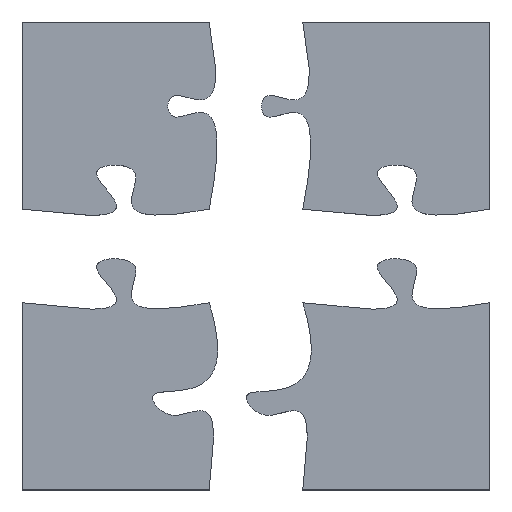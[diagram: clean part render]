
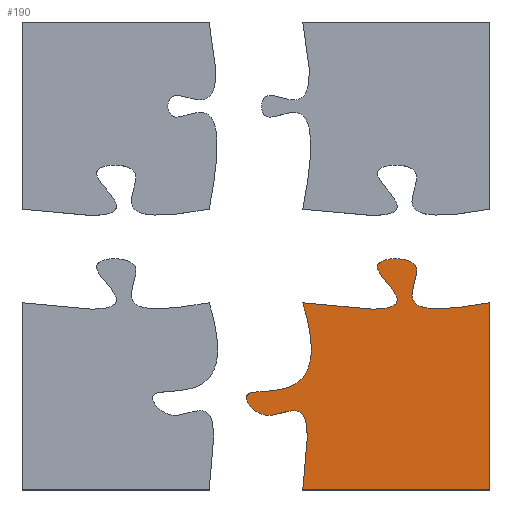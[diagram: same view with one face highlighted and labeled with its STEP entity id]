
A CAD part, top view. The second image highlights one B-rep face of the part: STEP entity #190.
In plain terms, the highlighted planar face has unit normal (0, 0, 1).
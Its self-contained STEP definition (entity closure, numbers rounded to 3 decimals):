
#53=CARTESIAN_POINT('',(10.,5.,1.));
#54=VERTEX_POINT('',#53);
#61=CARTESIAN_POINT('',(20.,5.,1.));
#62=VERTEX_POINT('',#61);
#63=CARTESIAN_POINT('',(10.,5.,1.));
#64=CARTESIAN_POINT('',(18.296,3.781,1.));
#65=CARTESIAN_POINT('',(11.297,7.393,1.));
#66=CARTESIAN_POINT('',(18.275,7.558,1.));
#67=CARTESIAN_POINT('',(13.712,3.84,1.));
#68=CARTESIAN_POINT('',(20.,5.,1.));
#69=B_SPLINE_CURVE_WITH_KNOTS('',3,(#63,#64,#65,#66,#67,#68),.UNSPECIFIED.,.F.,.F.,(4,1,1,4),(0.,0.401,0.625,1.),.UNSPECIFIED.);
#70=EDGE_CURVE('',#54,#62,#69,.T.);
#105=CARTESIAN_POINT('',(10.,-5.,1.));
#106=VERTEX_POINT('',#105);
#113=CARTESIAN_POINT('',(10.,-5.,1.));
#114=CARTESIAN_POINT('',(10.847,0.856,1.));
#115=CARTESIAN_POINT('',(8.391,-2.306,1.));
#116=CARTESIAN_POINT('',(5.566,1.351,1.));
#117=CARTESIAN_POINT('',(11.771,-0.739,1.));
#118=CARTESIAN_POINT('',(10.,5.,1.));
#119=B_SPLINE_CURVE_WITH_KNOTS('',3,(#113,#114,#115,#116,#117,#118),.UNSPECIFIED.,.F.,.F.,(4,1,1,4),(0.,0.367,0.595,1.),.UNSPECIFIED.);
#120=EDGE_CURVE('',#106,#54,#119,.T.);
#139=CARTESIAN_POINT('',(20.,-5.,1.));
#140=VERTEX_POINT('',#139);
#147=CARTESIAN_POINT('',(10.,-5.,1.));
#148=DIRECTION('',(1.,0.,-0.));
#149=VECTOR('',#148,10.);
#150=LINE('',#147,#149);
#151=EDGE_CURVE('',#106,#140,#150,.T.);
#169=CARTESIAN_POINT('',(20.,5.,1.));
#170=DIRECTION('',(0.,-1.,0.));
#171=VECTOR('',#170,10.);
#172=LINE('',#169,#171);
#173=EDGE_CURVE('',#62,#140,#172,.T.);
#179=CARTESIAN_POINT('',(0.,0.,1.));
#180=DIRECTION('',(0.,0.,1.));
#181=DIRECTION('',(1.,0.,0.));
#182=AXIS2_PLACEMENT_3D('',#179,#180,#181);
#183=PLANE('',#182);
#184=ORIENTED_EDGE('',*,*,#70,.F.);
#185=ORIENTED_EDGE('',*,*,#120,.F.);
#186=ORIENTED_EDGE('',*,*,#151,.T.);
#187=ORIENTED_EDGE('',*,*,#173,.F.);
#188=EDGE_LOOP('',(#184,#185,#186,#187));
#189=FACE_BOUND('',#188,.T.);
#190=ADVANCED_FACE('',(#189),#183,.T.);
